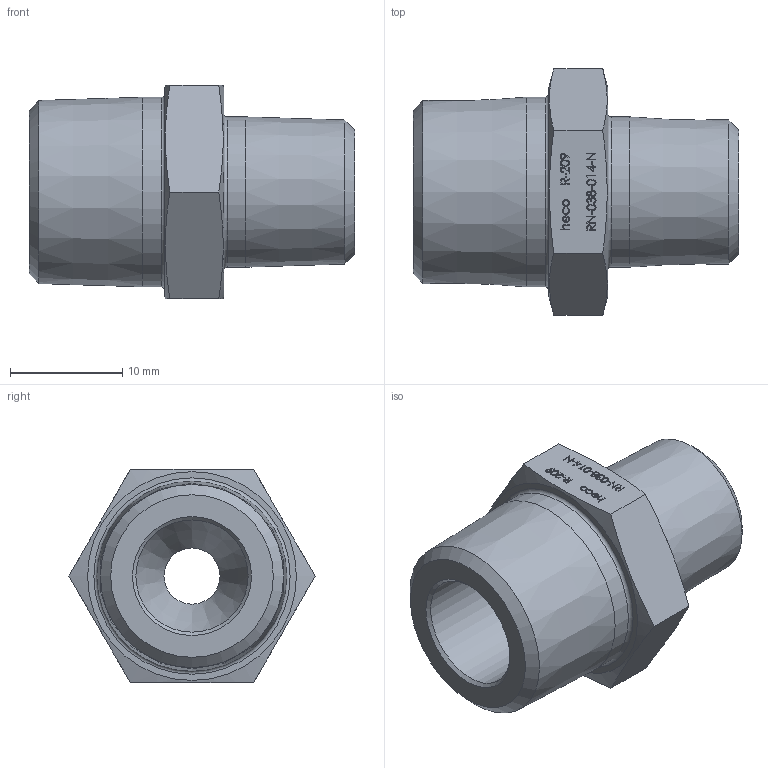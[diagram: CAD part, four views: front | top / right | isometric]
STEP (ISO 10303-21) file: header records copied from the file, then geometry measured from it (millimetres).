
FILE_DESCRIPTION (( 'STEP AP214' ), '1' );
FILE_NAME ('heco RN-038-014-N R-209 2011.STEP', '2020-11-03T11:47:18', ( '' ), ( '' ), 'SwSTEP 2.0', 'SolidWorks 2019', '' );
FILE_SCHEMA (( 'AUTOMOTIVE_DESIGN' ));
Length unit declared in the file: millimetre
Products named in the file (1): heco RN-038-014-N R-209 2011
Bounding box: 29 x 21.94 x 19.01 mm (x, y, z)
Volume: 4385.8 mm3; surface area: 2568.4 mm2
Topology: 1 solids, 1 shells, 277 faces, 717 edges, 476 vertices
Faces by surface type: plane 144, bspline 118, cone 9, cylinder 4, torus 2
Full cylindrical faces by diameter (mm): 5 x1, 10 x1, 13.388 x1, 16.893 x1
Entity records: 17857 total; most frequent: CARTESIAN_POINT 9310, ORIENTED_EDGE 1392, DIRECTION 786, EDGE_CURVE 696, VERTEX_POINT 470, LINE 430, VECTOR 430, EDGE_LOOP 328
